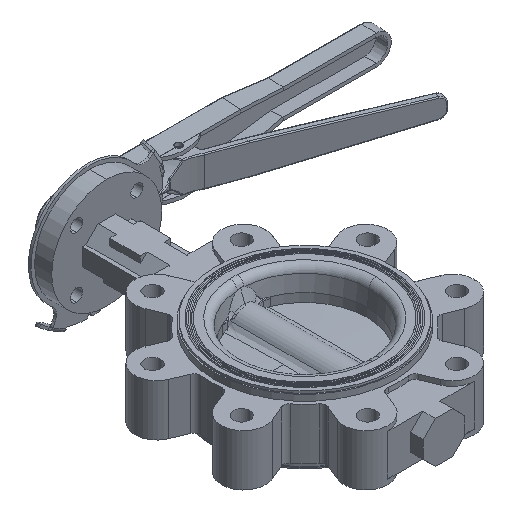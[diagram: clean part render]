
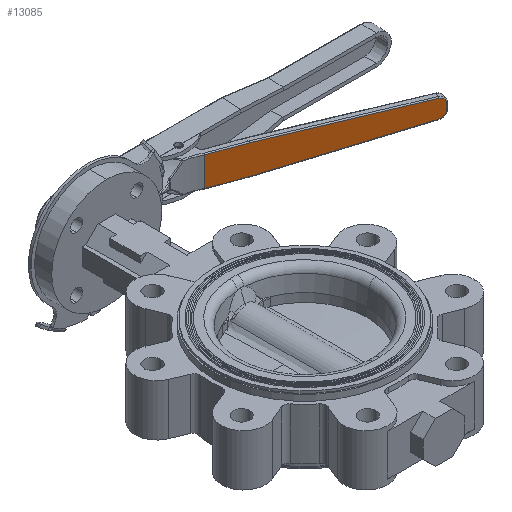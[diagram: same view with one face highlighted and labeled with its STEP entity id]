
A CAD part, isometric view. The second image highlights one B-rep face of the part: STEP entity #13085.
In plain terms, the highlighted planar face has unit normal (-0.342, -0.94, 0).
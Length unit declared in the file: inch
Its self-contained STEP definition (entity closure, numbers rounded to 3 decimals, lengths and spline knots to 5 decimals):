
#67 = LINE ( 'NONE', #3036, #13635 ) ;
#214 = CARTESIAN_POINT ( 'NONE',  ( 11.94983, 8.23452, 3.69465 ) ) ;
#449 = LINE ( 'NONE', #6033, #11255 ) ;
#730 = CARTESIAN_POINT ( 'NONE',  ( 12.15539, 8.15971, 3.55126 ) ) ;
#1778 = DIRECTION ( 'NONE',  ( 0.342, 0.94, 0. ) ) ;
#1804 = AXIS2_PLACEMENT_3D ( 'NONE', #24377, #36325, #18652 ) ;
#2261 = AXIS2_PLACEMENT_3D ( 'NONE', #214, #22366, #28480 ) ;
#2907 = ORIENTED_EDGE ( 'NONE', *, *, #32899, .T. ) ;
#2949 = EDGE_CURVE ( 'NONE', #23369, #18126, #6828, .T. ) ;
#2964 = CARTESIAN_POINT ( 'NONE',  ( 12.15539, 8.15971, 3.69465 ) ) ;
#3036 = CARTESIAN_POINT ( 'NONE',  ( 6.43529, 10.24157, 4.09171 ) ) ;
#3851 = FACE_OUTER_BOUND ( 'NONE', #20477, .T. ) ;
#6033 = CARTESIAN_POINT ( 'NONE',  ( 12.15539, 8.15971, 4.12296 ) ) ;
#6387 = EDGE_CURVE ( 'NONE', #10789, #23707, #26124, .T. ) ;
#6807 = DIRECTION ( 'NONE',  ( 0., 0., 1. ) ) ;
#6828 = LINE ( 'NONE', #15479, #22971 ) ;
#7182 = VERTEX_POINT ( 'NONE', #2964 ) ;
#7947 = EDGE_CURVE ( 'NONE', #18126, #16762, #34532, .T. ) ;
#8291 = AXIS2_PLACEMENT_3D ( 'NONE', #15085, #1778, #6807 ) ;
#8620 = VECTOR ( 'NONE', #23812, 39.37008 ) ;
#9251 = CARTESIAN_POINT ( 'NONE',  ( 6.43529, 10.24157, 3.15421 ) ) ;
#9567 = PLANE ( 'NONE',  #8291 ) ;
#9679 = LINE ( 'NONE', #15193, #23553 ) ;
#10541 = VERTEX_POINT ( 'NONE', #20634 ) ;
#10789 = VERTEX_POINT ( 'NONE', #21455 ) ;
#11087 = CIRCLE ( 'NONE', #2261, 0.21875 ) ;
#11255 = VECTOR ( 'NONE', #36443, 39.37008 ) ;
#11679 = ORIENTED_EDGE ( 'NONE', *, *, #23309, .T. ) ;
#12966 = ORIENTED_EDGE ( 'NONE', *, *, #7947, .T. ) ;
#13085 = ADVANCED_FACE ( 'NONE', ( #3851 ), #9567, .F. ) ;
#13127 = EDGE_CURVE ( 'NONE', #23707, #23369, #67, .T. ) ;
#13635 = VECTOR ( 'NONE', #20365, 39.37008 ) ;
#14643 = VECTOR ( 'NONE', #21322, 39.37008 ) ;
#15014 = DIRECTION ( 'NONE',  ( 0.939, -0.342, 0.037 ) ) ;
#15085 = CARTESIAN_POINT ( 'NONE',  ( 6.43529, 10.24157, 4.12296 ) ) ;
#15193 = CARTESIAN_POINT ( 'NONE',  ( 6.47085, 10.22862, 3.11371 ) ) ;
#15479 = CARTESIAN_POINT ( 'NONE',  ( 6.4377, 10.24069, 4.12296 ) ) ;
#16762 = VERTEX_POINT ( 'NONE', #26342 ) ;
#17514 = ORIENTED_EDGE ( 'NONE', *, *, #2949, .T. ) ;
#18126 = VERTEX_POINT ( 'NONE', #25247 ) ;
#18652 = DIRECTION ( 'NONE',  ( 0., 0., 1. ) ) ;
#18833 = CARTESIAN_POINT ( 'NONE',  ( 6.4377, 10.24069, 4.09171 ) ) ;
#19123 = VERTEX_POINT ( 'NONE', #730 ) ;
#19537 = EDGE_CURVE ( 'NONE', #16762, #10541, #9679, .T. ) ;
#20365 = DIRECTION ( 'NONE',  ( -0.94, 0.342, 0. ) ) ;
#20477 = EDGE_LOOP ( 'NONE', ( #2907, #32829, #33533, #17514, #12966, #20628, #11679, #33994 ) ) ;
#20628 = ORIENTED_EDGE ( 'NONE', *, *, #19537, .T. ) ;
#20634 = CARTESIAN_POINT ( 'NONE',  ( 11.95753, 8.23172, 3.33266 ) ) ;
#21322 = DIRECTION ( 'NONE',  ( -0.939, 0.342, 0.037 ) ) ;
#21455 = CARTESIAN_POINT ( 'NONE',  ( 11.95753, 8.23172, 3.91325 ) ) ;
#22366 = DIRECTION ( 'NONE',  ( -0.342, -0.94, 0. ) ) ;
#22971 = VECTOR ( 'NONE', #35061, 39.37008 ) ;
#23309 = EDGE_CURVE ( 'NONE', #10541, #19123, #23579, .T. ) ;
#23369 = VERTEX_POINT ( 'NONE', #18833 ) ;
#23553 = VECTOR ( 'NONE', #15014, 39.37008 ) ;
#23579 = CIRCLE ( 'NONE', #1804, 0.21875 ) ;
#23707 = VERTEX_POINT ( 'NONE', #33739 ) ;
#23812 = DIRECTION ( 'NONE',  ( 0.94, -0.342, 0. ) ) ;
#24377 = CARTESIAN_POINT ( 'NONE',  ( 11.94983, 8.23452, 3.55126 ) ) ;
#25247 = CARTESIAN_POINT ( 'NONE',  ( 6.4377, 10.24069, 3.15421 ) ) ;
#26124 = LINE ( 'NONE', #26312, #14643 ) ;
#26312 = CARTESIAN_POINT ( 'NONE',  ( 7.48516, 9.85946, 4.09173 ) ) ;
#26342 = CARTESIAN_POINT ( 'NONE',  ( 7.48571, 9.85926, 3.15421 ) ) ;
#28480 = DIRECTION ( 'NONE',  ( 0., 0., 1. ) ) ;
#32829 = ORIENTED_EDGE ( 'NONE', *, *, #6387, .T. ) ;
#32899 = EDGE_CURVE ( 'NONE', #7182, #10789, #11087, .T. ) ;
#33533 = ORIENTED_EDGE ( 'NONE', *, *, #13127, .T. ) ;
#33739 = CARTESIAN_POINT ( 'NONE',  ( 7.48571, 9.85926, 4.09171 ) ) ;
#33994 = ORIENTED_EDGE ( 'NONE', *, *, #35647, .T. ) ;
#34532 = LINE ( 'NONE', #9251, #8620 ) ;
#35061 = DIRECTION ( 'NONE',  ( 0., 0., -1. ) ) ;
#35647 = EDGE_CURVE ( 'NONE', #19123, #7182, #449, .T. ) ;
#36325 = DIRECTION ( 'NONE',  ( -0.342, -0.94, 0. ) ) ;
#36443 = DIRECTION ( 'NONE',  ( 0., 0., 1. ) ) ;
